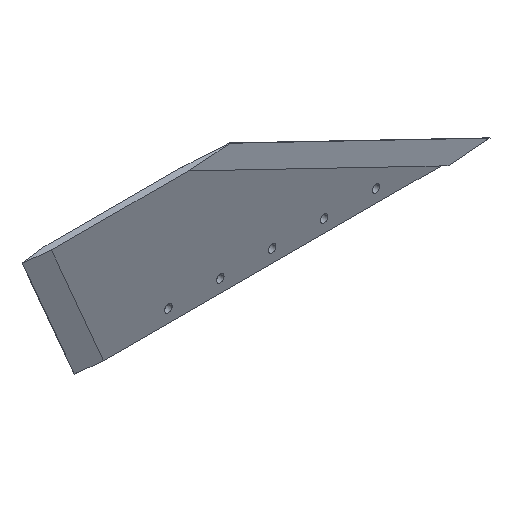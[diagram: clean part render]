
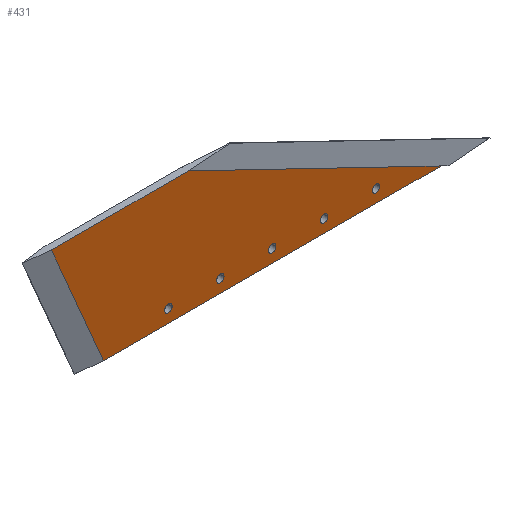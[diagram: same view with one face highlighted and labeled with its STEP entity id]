
A CAD part, isometric view. The second image highlights one B-rep face of the part: STEP entity #431.
In plain terms, the highlighted planar face has unit normal (0, -1, 0).
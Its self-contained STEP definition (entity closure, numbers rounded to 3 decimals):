
#49=CARTESIAN_POINT('Vertex',(0.,-1.588,28.639)) ;
#164=CARTESIAN_POINT('Vertex',(-123.582,-1.588,88.329)) ;
#167=CARTESIAN_POINT('Line Origine',(-51.17,-1.588,53.354)) ;
#258=CARTESIAN_POINT('Vertex',(-165.1,-1.588,28.639)) ;
#266=CARTESIAN_POINT('Line Origine',(-82.55,-1.588,28.639)) ;
#289=CARTESIAN_POINT('Vertex',(-190.5,-1.588,88.329)) ;
#292=CARTESIAN_POINT('Line Origine',(-157.041,-1.588,88.329)) ;
#318=CARTESIAN_POINT('Line Origine',(-178.774,-1.588,60.771)) ;
#330=CARTESIAN_POINT('Axis2P3D Location',(0.,-1.588,0.)) ;
#341=CARTESIAN_POINT('Axis2P3D Location',(-82.55,-1.588,34.989)) ;
#345=CARTESIAN_POINT('Vertex',(-80.721,-1.588,34.989)) ;
#347=CARTESIAN_POINT('Vertex',(-84.379,-1.588,34.989)) ;
#350=CARTESIAN_POINT('Axis2P3D Location',(-82.55,-1.588,34.989)) ;
#359=CARTESIAN_POINT('Axis2P3D Location',(-107.95,-1.588,34.989)) ;
#363=CARTESIAN_POINT('Vertex',(-106.121,-1.588,34.989)) ;
#365=CARTESIAN_POINT('Vertex',(-109.779,-1.588,34.989)) ;
#368=CARTESIAN_POINT('Axis2P3D Location',(-107.95,-1.588,34.989)) ;
#377=CARTESIAN_POINT('Axis2P3D Location',(-133.35,-1.588,34.989)) ;
#381=CARTESIAN_POINT('Vertex',(-131.521,-1.588,34.989)) ;
#383=CARTESIAN_POINT('Vertex',(-135.179,-1.588,34.989)) ;
#386=CARTESIAN_POINT('Axis2P3D Location',(-133.35,-1.588,34.989)) ;
#395=CARTESIAN_POINT('Axis2P3D Location',(-57.15,-1.588,34.989)) ;
#399=CARTESIAN_POINT('Vertex',(-55.321,-1.588,34.989)) ;
#401=CARTESIAN_POINT('Vertex',(-58.979,-1.588,34.989)) ;
#404=CARTESIAN_POINT('Axis2P3D Location',(-57.15,-1.588,34.989)) ;
#413=CARTESIAN_POINT('Axis2P3D Location',(-31.75,-1.588,34.989)) ;
#417=CARTESIAN_POINT('Vertex',(-29.921,-1.588,34.989)) ;
#419=CARTESIAN_POINT('Vertex',(-33.579,-1.588,34.989)) ;
#422=CARTESIAN_POINT('Axis2P3D Location',(-31.75,-1.588,34.989)) ;
#169=VECTOR('Line Direction',#168,1.) ;
#268=VECTOR('Line Direction',#267,1.) ;
#294=VECTOR('Line Direction',#293,1.) ;
#320=VECTOR('Line Direction',#319,1.) ;
#168=DIRECTION('Vector Direction',(0.9,0.,-0.435)) ;
#267=DIRECTION('Vector Direction',(1.,0.,0.)) ;
#293=DIRECTION('Vector Direction',(-1.,0.,0.)) ;
#319=DIRECTION('Vector Direction',(-0.392,0.,0.92)) ;
#331=DIRECTION('Axis2P3D Direction',(0.,1.,-0.)) ;
#332=DIRECTION('Axis2P3D XDirection',(-1.,0.,0.)) ;
#342=DIRECTION('Axis2P3D Direction',(0.,1.,-0.)) ;
#351=DIRECTION('Axis2P3D Direction',(0.,1.,-0.)) ;
#360=DIRECTION('Axis2P3D Direction',(0.,1.,-0.)) ;
#369=DIRECTION('Axis2P3D Direction',(0.,1.,-0.)) ;
#378=DIRECTION('Axis2P3D Direction',(0.,1.,-0.)) ;
#387=DIRECTION('Axis2P3D Direction',(0.,1.,-0.)) ;
#396=DIRECTION('Axis2P3D Direction',(0.,1.,-0.)) ;
#405=DIRECTION('Axis2P3D Direction',(0.,1.,-0.)) ;
#414=DIRECTION('Axis2P3D Direction',(0.,1.,-0.)) ;
#423=DIRECTION('Axis2P3D Direction',(0.,1.,-0.)) ;
#333=AXIS2_PLACEMENT_3D('Plane Axis2P3D',#330,#331,#332) ;
#343=AXIS2_PLACEMENT_3D('Circle Axis2P3D',#341,#342,$) ;
#352=AXIS2_PLACEMENT_3D('Circle Axis2P3D',#350,#351,$) ;
#361=AXIS2_PLACEMENT_3D('Circle Axis2P3D',#359,#360,$) ;
#370=AXIS2_PLACEMENT_3D('Circle Axis2P3D',#368,#369,$) ;
#379=AXIS2_PLACEMENT_3D('Circle Axis2P3D',#377,#378,$) ;
#388=AXIS2_PLACEMENT_3D('Circle Axis2P3D',#386,#387,$) ;
#397=AXIS2_PLACEMENT_3D('Circle Axis2P3D',#395,#396,$) ;
#406=AXIS2_PLACEMENT_3D('Circle Axis2P3D',#404,#405,$) ;
#415=AXIS2_PLACEMENT_3D('Circle Axis2P3D',#413,#414,$) ;
#424=AXIS2_PLACEMENT_3D('Circle Axis2P3D',#422,#423,$) ;
#170=LINE('Line',#167,#169) ;
#269=LINE('Line',#266,#268) ;
#295=LINE('Line',#292,#294) ;
#321=LINE('Line',#318,#320) ;
#344=CIRCLE('generated circle',#343,1.829) ;
#353=CIRCLE('generated circle',#352,1.829) ;
#362=CIRCLE('generated circle',#361,1.829) ;
#371=CIRCLE('generated circle',#370,1.829) ;
#380=CIRCLE('generated circle',#379,1.829) ;
#389=CIRCLE('generated circle',#388,1.829) ;
#398=CIRCLE('generated circle',#397,1.829) ;
#407=CIRCLE('generated circle',#406,1.829) ;
#416=CIRCLE('generated circle',#415,1.829) ;
#425=CIRCLE('generated circle',#424,1.829) ;
#334=PLANE('',#333) ;
#358=FACE_BOUND('',#355,.T.) ;
#376=FACE_BOUND('',#373,.T.) ;
#394=FACE_BOUND('',#391,.T.) ;
#412=FACE_BOUND('',#409,.T.) ;
#430=FACE_BOUND('',#427,.T.) ;
#171=EDGE_CURVE('',#165,#50,#170,.T.) ;
#270=EDGE_CURVE('',#50,#259,#269,.F.) ;
#296=EDGE_CURVE('',#290,#165,#295,.F.) ;
#322=EDGE_CURVE('',#259,#290,#321,.T.) ;
#349=EDGE_CURVE('',#346,#348,#344,.T.) ;
#354=EDGE_CURVE('',#348,#346,#353,.T.) ;
#367=EDGE_CURVE('',#364,#366,#362,.T.) ;
#372=EDGE_CURVE('',#366,#364,#371,.T.) ;
#385=EDGE_CURVE('',#382,#384,#380,.T.) ;
#390=EDGE_CURVE('',#384,#382,#389,.T.) ;
#403=EDGE_CURVE('',#400,#402,#398,.T.) ;
#408=EDGE_CURVE('',#402,#400,#407,.T.) ;
#421=EDGE_CURVE('',#418,#420,#416,.T.) ;
#426=EDGE_CURVE('',#420,#418,#425,.T.) ;
#336=ORIENTED_EDGE('',*,*,#322,.F.) ;
#337=ORIENTED_EDGE('',*,*,#270,.F.) ;
#338=ORIENTED_EDGE('',*,*,#171,.F.) ;
#339=ORIENTED_EDGE('',*,*,#296,.F.) ;
#356=ORIENTED_EDGE('',*,*,#349,.T.) ;
#357=ORIENTED_EDGE('',*,*,#354,.T.) ;
#374=ORIENTED_EDGE('',*,*,#367,.T.) ;
#375=ORIENTED_EDGE('',*,*,#372,.T.) ;
#392=ORIENTED_EDGE('',*,*,#385,.T.) ;
#393=ORIENTED_EDGE('',*,*,#390,.T.) ;
#410=ORIENTED_EDGE('',*,*,#403,.T.) ;
#411=ORIENTED_EDGE('',*,*,#408,.T.) ;
#428=ORIENTED_EDGE('',*,*,#421,.T.) ;
#429=ORIENTED_EDGE('',*,*,#426,.T.) ;
#335=EDGE_LOOP('',(#336,#337,#338,#339)) ;
#355=EDGE_LOOP('',(#356,#357)) ;
#373=EDGE_LOOP('',(#374,#375)) ;
#391=EDGE_LOOP('',(#392,#393)) ;
#409=EDGE_LOOP('',(#410,#411)) ;
#427=EDGE_LOOP('',(#428,#429)) ;
#50=VERTEX_POINT('',#49) ;
#165=VERTEX_POINT('',#164) ;
#259=VERTEX_POINT('',#258) ;
#290=VERTEX_POINT('',#289) ;
#346=VERTEX_POINT('',#345) ;
#348=VERTEX_POINT('',#347) ;
#364=VERTEX_POINT('',#363) ;
#366=VERTEX_POINT('',#365) ;
#382=VERTEX_POINT('',#381) ;
#384=VERTEX_POINT('',#383) ;
#400=VERTEX_POINT('',#399) ;
#402=VERTEX_POINT('',#401) ;
#418=VERTEX_POINT('',#417) ;
#420=VERTEX_POINT('',#419) ;
#431=ADVANCED_FACE('Body.2',(#340,#358,#376,#394,#412,#430),#334,.F.) ;
#340=FACE_OUTER_BOUND('',#335,.T.) ;
